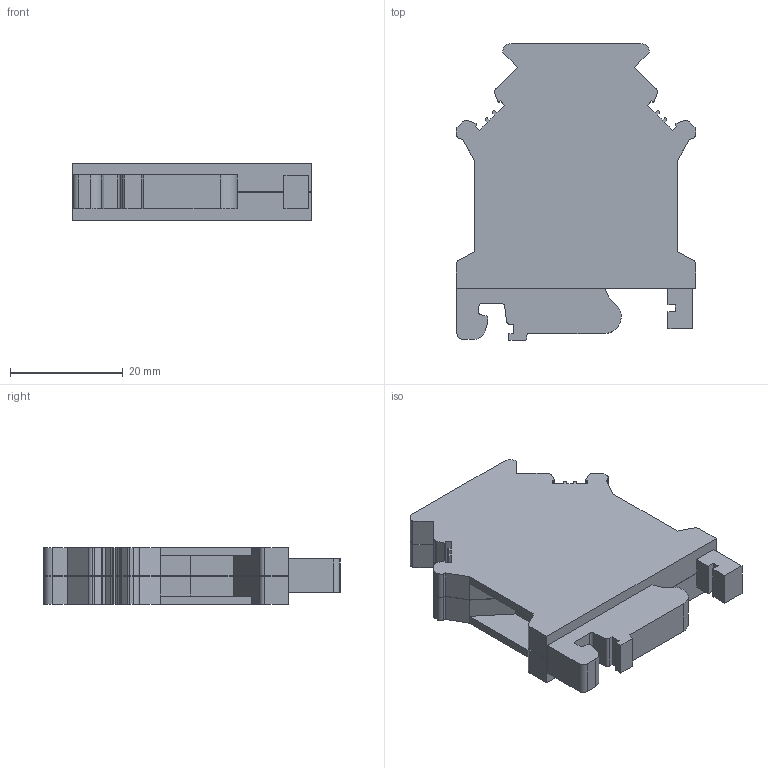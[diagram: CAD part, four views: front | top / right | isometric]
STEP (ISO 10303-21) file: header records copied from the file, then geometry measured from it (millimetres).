
FILE_DESCRIPTION(('SolidDesigner STEP Export'),'2;1');
FILE_NAME('0443010_uslkg16_select.stp','2008-12-12T14:26:53',(''),(''),'CoCreate Modeling STEP processor for AP214 (Solid Model)','CoCreate Modeling 16.00A 16-Aug-2008 (C) Parametric Technology GmbH','');
FILE_SCHEMA(('AUTOMOTIVE_DESIGN { 1 0 10303 214 1 1 1 1 }'));
Length unit declared in the file: millimetre
Products named in the file (2): 0443010_uslkg16_select
Assembly tree (1 placements, depth 2):
  0443010_uslkg16_select
    0443010_uslkg16_select
Bounding box: 42.5 x 52.6 x 10.1 mm (x, y, z)
Volume: 15066.8 mm3; surface area: 8774.3 mm2
Topology: 1 solids, 1 shells, 233 faces, 687 edges, 454 vertices
Faces by surface type: plane 156, cylinder 77
Entity records: 9372 total; most frequent: ORIENTED_EDGE 1374, CARTESIAN_POINT 1318, DIRECTION 1205, EDGE_CURVE 687, VECTOR 523, LINE 523, VERTEX_POINT 454, AXIS2_PLACEMENT_3D 341
